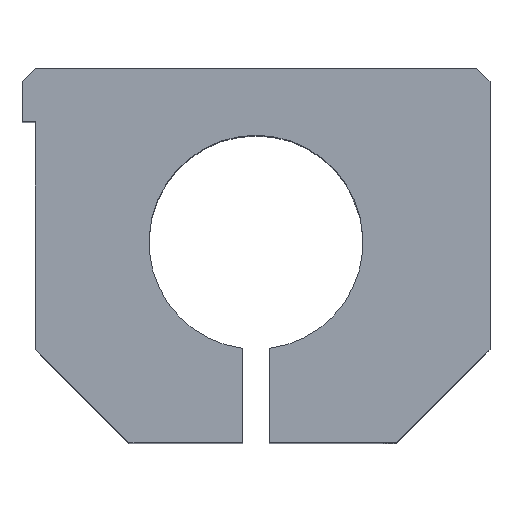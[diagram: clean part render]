
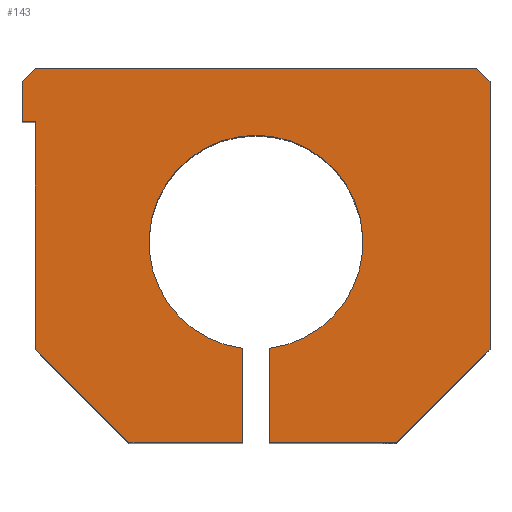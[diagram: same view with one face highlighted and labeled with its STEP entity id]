
A CAD part, top view. The second image highlights one B-rep face of the part: STEP entity #143.
In plain terms, the highlighted planar face has unit normal (0, 0, 1).
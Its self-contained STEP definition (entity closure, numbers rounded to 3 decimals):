
#143 = ADVANCED_FACE( '', ( #293 ), #294, .T. );
#293 = FACE_OUTER_BOUND( '', #443, .T. );
#294 = PLANE( '', #444 );
#443 = EDGE_LOOP( '', ( #996, #997, #998, #999, #1000, #1001, #1002, #1003, #1004, #1005, #1006, #1007, #1008, #1009, #1010 ) );
#444 = AXIS2_PLACEMENT_3D( '', #1011, #1012, #1013 );
#996 = ORIENTED_EDGE( '', *, *, #1105, .T. );
#997 = ORIENTED_EDGE( '', *, *, #1015, .T. );
#998 = ORIENTED_EDGE( '', *, *, #1183, .T. );
#999 = ORIENTED_EDGE( '', *, *, #1107, .T. );
#1000 = ORIENTED_EDGE( '', *, *, #1138, .F. );
#1001 = ORIENTED_EDGE( '', *, *, #1173, .F. );
#1002 = ORIENTED_EDGE( '', *, *, #1096, .F. );
#1003 = ORIENTED_EDGE( '', *, *, #1189, .F. );
#1004 = ORIENTED_EDGE( '', *, *, #1187, .F. );
#1005 = ORIENTED_EDGE( '', *, *, #1184, .F. );
#1006 = ORIENTED_EDGE( '', *, *, #1194, .F. );
#1007 = ORIENTED_EDGE( '', *, *, #1192, .F. );
#1008 = ORIENTED_EDGE( '', *, *, #1175, .F. );
#1009 = ORIENTED_EDGE( '', *, *, #1179, .F. );
#1010 = ORIENTED_EDGE( '', *, *, #1190, .F. );
#1011 = CARTESIAN_POINT( '', ( 0., 0., 32. ) );
#1012 = DIRECTION( '', ( 0., 0., 1. ) );
#1013 = DIRECTION( '', ( 1., 0., 0. ) );
#1015 = EDGE_CURVE( '', #1198, #1195, #1199, .T. );
#1096 = EDGE_CURVE( '', #1347, #1349, #1350, .T. );
#1105 = EDGE_CURVE( '', #1354, #1198, #1361, .T. );
#1107 = EDGE_CURVE( '', #1365, #1362, #1366, .T. );
#1138 = EDGE_CURVE( '', #1415, #1362, #1417, .T. );
#1173 = EDGE_CURVE( '', #1349, #1415, #1465, .T. );
#1175 = EDGE_CURVE( '', #1466, #1468, #1469, .T. );
#1179 = EDGE_CURVE( '', #1472, #1466, #1474, .T. );
#1183 = EDGE_CURVE( '', #1195, #1365, #1478, .T. );
#1184 = EDGE_CURVE( '', #1479, #1480, #1481, .T. );
#1187 = EDGE_CURVE( '', #1480, #1484, #1485, .T. );
#1189 = EDGE_CURVE( '', #1484, #1347, #1487, .T. );
#1190 = EDGE_CURVE( '', #1354, #1472, #1488, .T. );
#1192 = EDGE_CURVE( '', #1468, #1490, #1491, .T. );
#1194 = EDGE_CURVE( '', #1490, #1479, #1493, .T. );
#1195 = VERTEX_POINT( '', #1494 );
#1198 = VERTEX_POINT( '', #1498 );
#1199 = CIRCLE( '', #1499, 8. );
#1347 = VERTEX_POINT( '', #1707 );
#1349 = VERTEX_POINT( '', #1710 );
#1350 = LINE( '', #1711, #1712 );
#1354 = VERTEX_POINT( '', #1717 );
#1361 = LINE( '', #1730, #1731 );
#1362 = VERTEX_POINT( '', #1732 );
#1365 = VERTEX_POINT( '', #1736 );
#1366 = LINE( '', #1737, #1738 );
#1415 = VERTEX_POINT( '', #1827 );
#1417 = LINE( '', #1830, #1831 );
#1465 = LINE( '', #1894, #1895 );
#1466 = VERTEX_POINT( '', #1896 );
#1468 = VERTEX_POINT( '', #1899 );
#1469 = LINE( '', #1900, #1901 );
#1472 = VERTEX_POINT( '', #1906 );
#1474 = LINE( '', #1909, #1910 );
#1478 = CIRCLE( '', #1914, 8. );
#1479 = VERTEX_POINT( '', #1915 );
#1480 = VERTEX_POINT( '', #1916 );
#1481 = LINE( '', #1917, #1918 );
#1484 = VERTEX_POINT( '', #1923 );
#1485 = LINE( '', #1924, #1925 );
#1487 = LINE( '', #1928, #1929 );
#1488 = LINE( '', #1930, #1931 );
#1490 = VERTEX_POINT( '', #1934 );
#1491 = LINE( '', #1935, #1936 );
#1493 = LINE( '', #1939, #1940 );
#1494 = CARTESIAN_POINT( '', ( 0., 23., 32. ) );
#1498 = CARTESIAN_POINT( '', ( -1., 7.063, 32. ) );
#1499 = AXIS2_PLACEMENT_3D( '', #1942, #1943, #1944 );
#1707 = CARTESIAN_POINT( '', ( 17.5, 27., 32. ) );
#1710 = CARTESIAN_POINT( '', ( 17.5, 7., 32. ) );
#1711 = CARTESIAN_POINT( '', ( 17.5, 7., 32. ) );
#1712 = VECTOR( '', #2098, 1. );
#1717 = CARTESIAN_POINT( '', ( -1., 0., 32. ) );
#1730 = CARTESIAN_POINT( '', ( -1., 0., 32. ) );
#1731 = VECTOR( '', #2109, 1. );
#1732 = CARTESIAN_POINT( '', ( 1., 0., 32. ) );
#1736 = CARTESIAN_POINT( '', ( 1., 7.063, 32. ) );
#1737 = CARTESIAN_POINT( '', ( 1., 0., 32. ) );
#1738 = VECTOR( '', #2111, 1. );
#1827 = CARTESIAN_POINT( '', ( 10.5, 0., 32. ) );
#1830 = CARTESIAN_POINT( '', ( -9.5, 0., 32. ) );
#1831 = VECTOR( '', #2155, 1. );
#1894 = CARTESIAN_POINT( '', ( 10.5, 0., 32. ) );
#1895 = VECTOR( '', #2228, 1. );
#1896 = CARTESIAN_POINT( '', ( -16.5, 7., 32. ) );
#1899 = CARTESIAN_POINT( '', ( -16.5, 24., 32. ) );
#1900 = CARTESIAN_POINT( '', ( -16.5, 24., 32. ) );
#1901 = VECTOR( '', #2230, 1. );
#1906 = CARTESIAN_POINT( '', ( -9.5, 0., 32. ) );
#1909 = CARTESIAN_POINT( '', ( -16.5, 7., 32. ) );
#1910 = VECTOR( '', #2234, 1. );
#1914 = AXIS2_PLACEMENT_3D( '', #2244, #2245, #2246 );
#1915 = CARTESIAN_POINT( '', ( -17.5, 27., 32. ) );
#1916 = CARTESIAN_POINT( '', ( -16.5, 28., 32. ) );
#1917 = CARTESIAN_POINT( '', ( -16.5, 28., 32. ) );
#1918 = VECTOR( '', #2247, 1. );
#1923 = CARTESIAN_POINT( '', ( 16.5, 28., 32. ) );
#1924 = CARTESIAN_POINT( '', ( 16.5, 28., 32. ) );
#1925 = VECTOR( '', #2250, 1. );
#1928 = CARTESIAN_POINT( '', ( 17.5, 27., 32. ) );
#1929 = VECTOR( '', #2252, 1. );
#1930 = CARTESIAN_POINT( '', ( -9.5, 0., 32. ) );
#1931 = VECTOR( '', #2253, 1. );
#1934 = CARTESIAN_POINT( '', ( -17.5, 24., 32. ) );
#1935 = CARTESIAN_POINT( '', ( -17.5, 24., 32. ) );
#1936 = VECTOR( '', #2255, 1. );
#1939 = CARTESIAN_POINT( '', ( -17.5, 27., 32. ) );
#1940 = VECTOR( '', #2257, 1. );
#1942 = CARTESIAN_POINT( '', ( 0., 15., 32. ) );
#1943 = DIRECTION( '', ( 0., 0., -1. ) );
#1944 = DIRECTION( '', ( 0., 1., 0. ) );
#2098 = DIRECTION( '', ( 0., -1., 0. ) );
#2109 = DIRECTION( '', ( 0., 1., 0. ) );
#2111 = DIRECTION( '', ( 0., -1., 0. ) );
#2155 = DIRECTION( '', ( -1., 0., 0. ) );
#2228 = DIRECTION( '', ( -0.707, -0.707, 0. ) );
#2230 = DIRECTION( '', ( 0., 1., 0. ) );
#2234 = DIRECTION( '', ( -0.707, 0.707, 0. ) );
#2244 = CARTESIAN_POINT( '', ( 0., 15., 32. ) );
#2245 = DIRECTION( '', ( 0., 0., -1. ) );
#2246 = DIRECTION( '', ( 0., 1., 0. ) );
#2247 = DIRECTION( '', ( 0.707, 0.707, 0. ) );
#2250 = DIRECTION( '', ( 1., 0., 0. ) );
#2252 = DIRECTION( '', ( 0.707, -0.707, 0. ) );
#2253 = DIRECTION( '', ( -1., 0., 0. ) );
#2255 = DIRECTION( '', ( -1., 0., 0. ) );
#2257 = DIRECTION( '', ( 0., 1., 0. ) );
